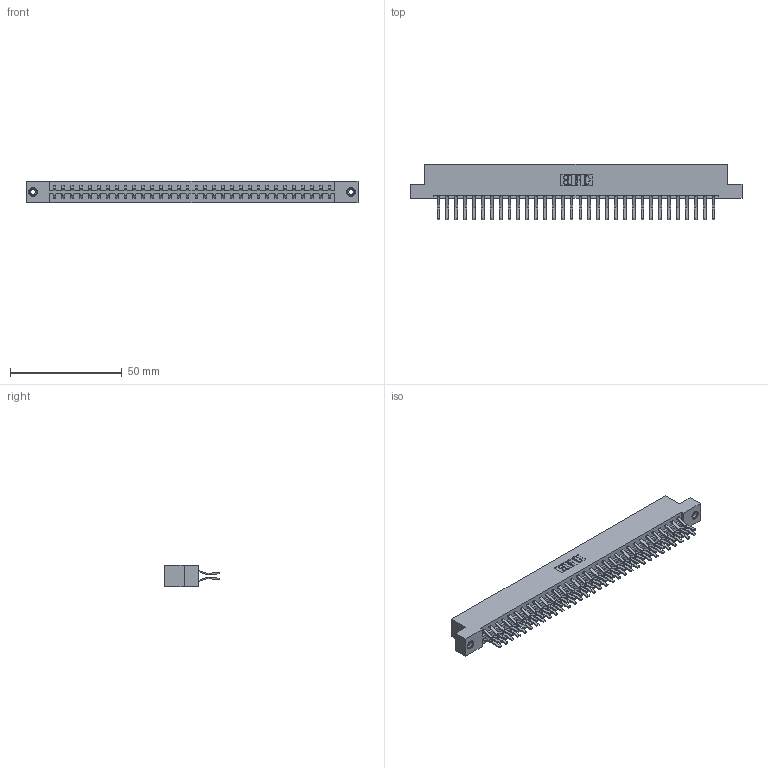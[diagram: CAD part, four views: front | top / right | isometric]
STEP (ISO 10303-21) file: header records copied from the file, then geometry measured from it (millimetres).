
FILE_DESCRIPTION (( 'STEP AP203' ), '1' );
FILE_NAME ('333-064-560-208.STEP', '2018-08-04T10:42:35', ( '' ), ( '' ), 'SwSTEP 2.0', 'SolidWorks 2016', '' );
FILE_SCHEMA (( 'CONFIG_CONTROL_DESIGN' ));
Length unit declared in the file: inch
Products named in the file (4): 333 Part_Flush - .156 Dia - TI; 345-292-001_560 Tail; 345-250-001_345-250-003-102; 333-064-560-208
Assembly tree (67 placements, depth 2):
  333-064-560-208
    333 Part_Flush - .156 Dia - TI
    345-292-001_560 Tail  x64
    345-250-001_345-250-003-102  x2
Bounding box: 148.34 x 24.78 x 9.4 mm (x, y, z)
Volume: 15463.7 mm3; surface area: 19392.9 mm2
Topology: 67 solids, 67 shells, 3630 faces, 10751 edges, 7074 vertices
Faces by surface type: plane 2406, cylinder 1208, cone 12, torus 4
Entity records: 23154 total; most frequent: CARTESIAN_POINT 3833, ORIENTED_EDGE 3762, DIRECTION 3327, EDGE_CURVE 1881, LINE 1729, VECTOR 1729, VERTEX_POINT 1248, AXIS2_PLACEMENT_3D 799
